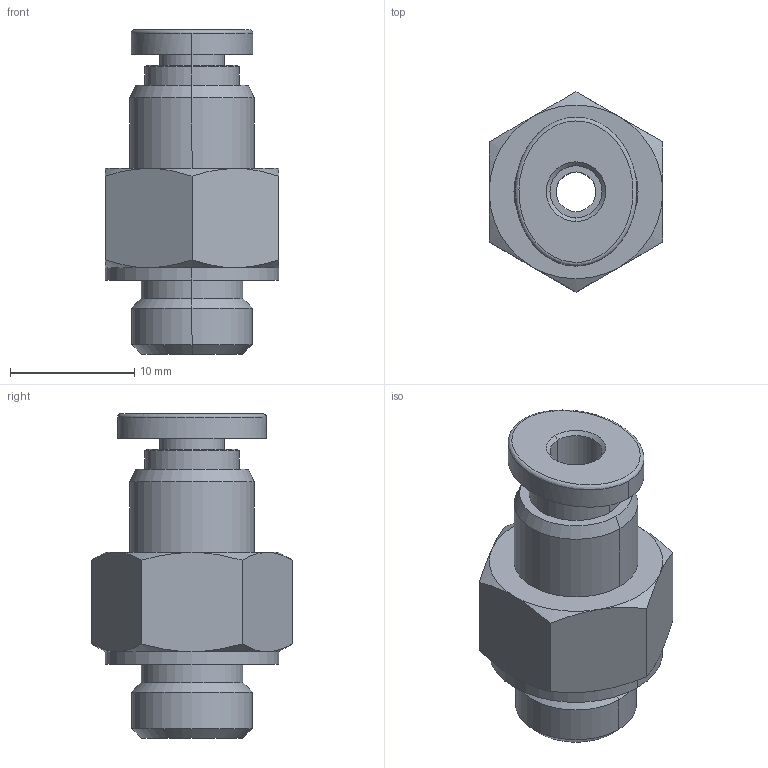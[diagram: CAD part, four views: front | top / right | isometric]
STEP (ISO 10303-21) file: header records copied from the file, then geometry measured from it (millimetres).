
FILE_DESCRIPTION((''),'2;1');
FILE_NAME('PCVC 04-G01.stp','2017-07-24T11:40:54',(''),(''),'Mechanical Desktop 2009','Mechanical Desktop 2009',', , ');
FILE_SCHEMA(('CONFIG_CONTROL_DESIGN'));
Length unit declared in the file: millimetre
Products named in the file (4): PCVC 04-G01; PART1; COLLAR-C04; ~PART1
Assembly tree (3 placements, depth 3):
  PCVC 04-G01
    PART1
    COLLAR-C04
      ~PART1
Bounding box: 14 x 16.17 x 26.2 mm (x, y, z)
Volume: 2410.5 mm3; surface area: 1751.5 mm2
Topology: 2 solids, 2 shells, 61 faces, 129 edges, 76 vertices
Faces by surface type: cone 26, cylinder 16, plane 14, bspline 3, torus 2
Entity records: 1975 total; most frequent: CARTESIAN_POINT 562, DIRECTION 290, ORIENTED_EDGE 258, EDGE_CURVE 129, AXIS2_PLACEMENT_3D 126, VERTEX_POINT 76, EDGE_LOOP 69, CIRCLE 62
